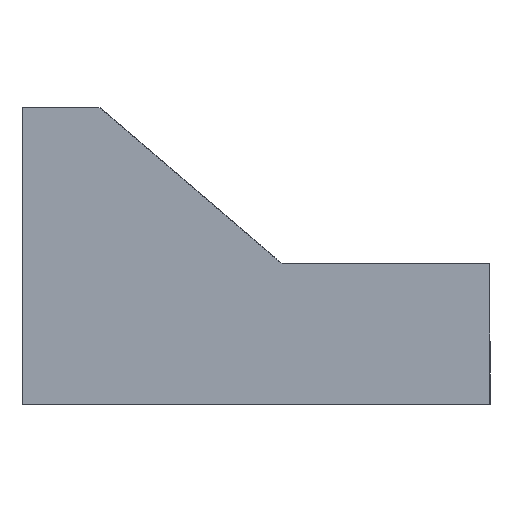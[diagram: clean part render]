
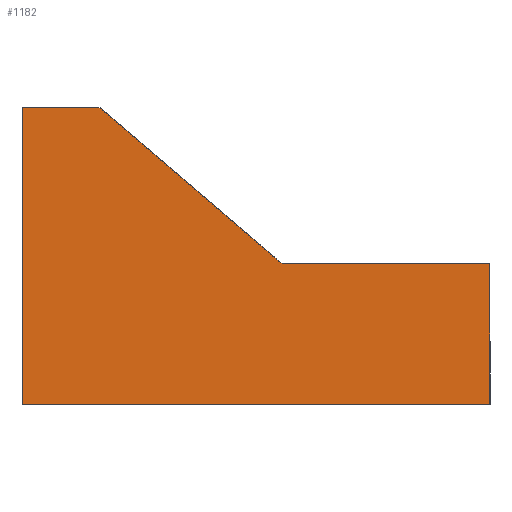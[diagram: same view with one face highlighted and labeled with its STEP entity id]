
A CAD part, left-side view. The second image highlights one B-rep face of the part: STEP entity #1182.
In plain terms, the highlighted planar face has unit normal (-1, 0, 0).
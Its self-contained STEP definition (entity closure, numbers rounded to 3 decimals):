
#54=LINE('',#1746,#172);
#137=LINE('',#1981,#255);
#139=LINE('',#1986,#257);
#144=LINE('',#1994,#262);
#146=LINE('',#1998,#264);
#147=LINE('',#2001,#265);
#172=VECTOR('',#1398,10.);
#255=VECTOR('',#1635,10.);
#257=VECTOR('',#1641,10.);
#262=VECTOR('',#1648,10.);
#264=VECTOR('',#1654,10.);
#265=VECTOR('',#1659,10.);
#351=FACE_OUTER_BOUND('',#433,.T.);
#433=EDGE_LOOP('',(#1047,#1048,#1049,#1050,#1051,#1052));
#509=VERTEX_POINT('',#1743);
#510=VERTEX_POINT('',#1745);
#585=VERTEX_POINT('',#1980);
#586=VERTEX_POINT('',#1985);
#587=VERTEX_POINT('',#1991);
#588=VERTEX_POINT('',#1993);
#623=EDGE_CURVE('',#509,#510,#54,.T.);
#738=EDGE_CURVE('',#510,#585,#137,.T.);
#740=EDGE_CURVE('',#586,#585,#139,.T.);
#745=EDGE_CURVE('',#587,#588,#144,.T.);
#747=EDGE_CURVE('',#586,#587,#146,.T.);
#748=EDGE_CURVE('',#509,#588,#147,.T.);
#1047=ORIENTED_EDGE('',*,*,#740,.T.);
#1048=ORIENTED_EDGE('',*,*,#738,.F.);
#1049=ORIENTED_EDGE('',*,*,#623,.F.);
#1050=ORIENTED_EDGE('',*,*,#748,.T.);
#1051=ORIENTED_EDGE('',*,*,#745,.F.);
#1052=ORIENTED_EDGE('',*,*,#747,.F.);
#1112=PLANE('',#1320);
#1182=ADVANCED_FACE('',(#351),#1112,.T.);
#1320=AXIS2_PLACEMENT_3D('',#2000,#1657,#1658);
#1398=DIRECTION('',(0.,0.,1.));
#1635=DIRECTION('',(0.,-1.,0.));
#1641=DIRECTION('',(0.,0.759,0.651));
#1648=DIRECTION('',(0.,0.,-1.));
#1654=DIRECTION('',(0.,-1.,0.));
#1657=DIRECTION('center_axis',(-1.,0.,0.));
#1658=DIRECTION('ref_axis',(0.,-1.,0.));
#1659=DIRECTION('',(0.,-1.,0.));
#1743=CARTESIAN_POINT('',(0.,200.,-2.));
#1745=CARTESIAN_POINT('',(0.,200.,112.));
#1746=CARTESIAN_POINT('',(0.,200.,0.));
#1980=CARTESIAN_POINT('',(0.,170.,112.));
#1981=CARTESIAN_POINT('',(0.,200.,112.));
#1985=CARTESIAN_POINT('',(0.,100.,52.));
#1986=CARTESIAN_POINT('',(0.,115.976,65.694));
#1991=CARTESIAN_POINT('',(0.,20.,52.));
#1993=CARTESIAN_POINT('',(0.,20.,-2.));
#1994=CARTESIAN_POINT('',(0.,20.,52.));
#1998=CARTESIAN_POINT('',(0.,100.,52.));
#2000=CARTESIAN_POINT('Origin',(0.,200.,0.));
#2001=CARTESIAN_POINT('',(0.,25.,-2.));
